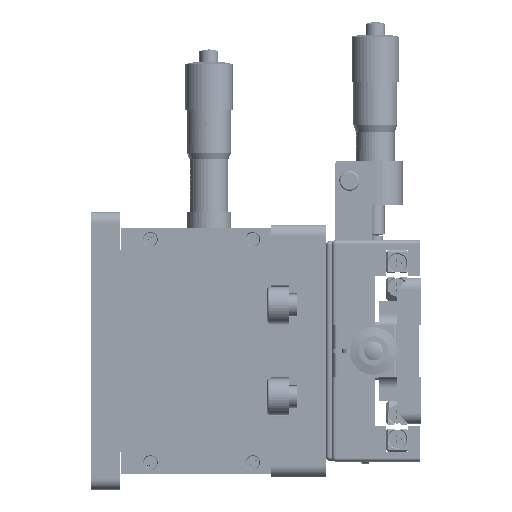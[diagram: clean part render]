
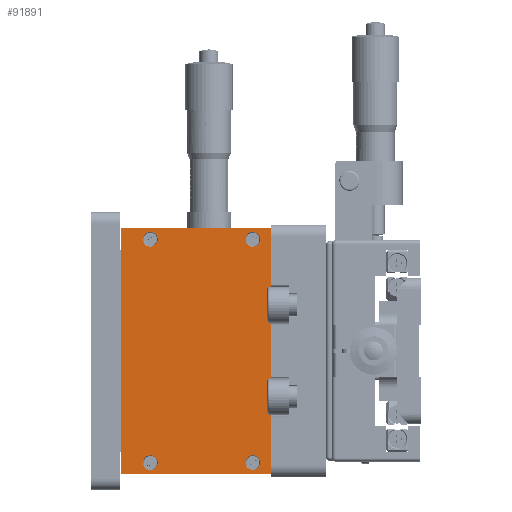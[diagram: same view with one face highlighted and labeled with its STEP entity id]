
A CAD part, left-side view. The second image highlights one B-rep face of the part: STEP entity #91891.
In plain terms, the highlighted planar face has unit normal (-1, 0, 0).
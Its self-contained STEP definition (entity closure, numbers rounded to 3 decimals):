
#2485 = DIRECTION ( 'NONE',  ( 0., -1., 0. ) ) ;
#3355 = EDGE_LOOP ( 'NONE', ( #73385, #38288 ) ) ;
#3629 = LINE ( 'NONE', #134239, #88716 ) ;
#4003 = AXIS2_PLACEMENT_3D ( 'NONE', #72178, #106238, #83342 ) ;
#5935 = CARTESIAN_POINT ( 'NONE',  ( -29.5, 71.8, 207.036 ) ) ;
#7837 = DIRECTION ( 'NONE',  ( 0., -1., 0. ) ) ;
#8659 = EDGE_CURVE ( 'NONE', #126773, #91603, #19010, .T. ) ;
#8730 = ORIENTED_EDGE ( 'NONE', *, *, #99994, .T. ) ;
#8769 = CARTESIAN_POINT ( 'NONE',  ( -29.5, 45.8, 268.036 ) ) ;
#9840 = ORIENTED_EDGE ( 'NONE', *, *, #8659, .T. ) ;
#10480 = ORIENTED_EDGE ( 'NONE', *, *, #111119, .T. ) ;
#11112 = CIRCLE ( 'NONE', #4003, 2. ) ;
#11999 = AXIS2_PLACEMENT_3D ( 'NONE', #44746, #125889, #68988 ) ;
#12118 = DIRECTION ( 'NONE',  ( -1., 0., 0. ) ) ;
#12437 = DIRECTION ( 'NONE',  ( 0., -1., 0. ) ) ;
#12652 = DIRECTION ( 'NONE',  ( -1., 0., 0. ) ) ;
#16421 = VERTEX_POINT ( 'NONE', #53162 ) ;
#17587 = AXIS2_PLACEMENT_3D ( 'NONE', #141316, #12652, #2485 ) ;
#18010 = VERTEX_POINT ( 'NONE', #110987 ) ;
#18390 = EDGE_CURVE ( 'NONE', #18010, #91273, #116437, .T. ) ;
#19010 = LINE ( 'NONE', #121840, #71528 ) ;
#19817 = AXIS2_PLACEMENT_3D ( 'NONE', #132825, #111463, #63304 ) ;
#21763 = ORIENTED_EDGE ( 'NONE', *, *, #130671, .T. ) ;
#23786 = CIRCLE ( 'NONE', #140529, 2. ) ;
#27045 = FACE_BOUND ( 'NONE', #48117, .T. ) ;
#28819 = ORIENTED_EDGE ( 'NONE', *, *, #112231, .F. ) ;
#29901 = ORIENTED_EDGE ( 'NONE', *, *, #33139, .F. ) ;
#30038 = DIRECTION ( 'NONE',  ( 0., 0., -1. ) ) ;
#33139 = EDGE_CURVE ( 'NONE', #88944, #68076, #121003, .T. ) ;
#34273 = CARTESIAN_POINT ( 'NONE',  ( -29.5, 73.8, 207.036 ) ) ;
#36092 = FACE_BOUND ( 'NONE', #49309, .T. ) ;
#36160 = VECTOR ( 'NONE', #78605, 1000. ) ;
#38288 = ORIENTED_EDGE ( 'NONE', *, *, #94698, .F. ) ;
#41418 = DIRECTION ( 'NONE',  ( 0., 1., 0. ) ) ;
#43734 = CARTESIAN_POINT ( 'NONE',  ( -29.5, 45.8, 207.036 ) ) ;
#44391 = VERTEX_POINT ( 'NONE', #95428 ) ;
#44746 = CARTESIAN_POINT ( 'NONE',  ( -29.5, 73.8, 268.036 ) ) ;
#46526 = DIRECTION ( 'NONE',  ( 0., -1., 0. ) ) ;
#46707 = ORIENTED_EDGE ( 'NONE', *, *, #76850, .F. ) ;
#47645 = CARTESIAN_POINT ( 'NONE',  ( -29.5, 47.8, 207.036 ) ) ;
#48117 = EDGE_LOOP ( 'NONE', ( #136856, #29901 ) ) ;
#49309 = EDGE_LOOP ( 'NONE', ( #46707, #84887 ) ) ;
#51274 = CARTESIAN_POINT ( 'NONE',  ( -29.5, 81.8, 204.036 ) ) ;
#51634 = PLANE ( 'NONE',  #19817 ) ;
#53162 = CARTESIAN_POINT ( 'NONE',  ( -29.5, 40.8, 204.036 ) ) ;
#53779 = EDGE_CURVE ( 'NONE', #44391, #99722, #116376, .T. ) ;
#53827 = CARTESIAN_POINT ( 'NONE',  ( -29.5, 81.8, 271.036 ) ) ;
#54724 = EDGE_LOOP ( 'NONE', ( #10480, #21763, #8730, #9840 ) ) ;
#54862 = DIRECTION ( 'NONE',  ( -1., 0., 0. ) ) ;
#61042 = DIRECTION ( 'NONE',  ( 0., -1., 0. ) ) ;
#63304 = DIRECTION ( 'NONE',  ( 0., -1., 0. ) ) ;
#68076 = VERTEX_POINT ( 'NONE', #73536 ) ;
#68988 = DIRECTION ( 'NONE',  ( 0., -1., 0. ) ) ;
#71528 = VECTOR ( 'NONE', #30038, 1000. ) ;
#72178 = CARTESIAN_POINT ( 'NONE',  ( -29.5, 73.8, 268.036 ) ) ;
#73385 = ORIENTED_EDGE ( 'NONE', *, *, #53779, .F. ) ;
#73536 = CARTESIAN_POINT ( 'NONE',  ( -29.5, 43.8, 268.036 ) ) ;
#76850 = EDGE_CURVE ( 'NONE', #91273, #18010, #23786, .T. ) ;
#78605 = DIRECTION ( 'NONE',  ( 0., 0., 1. ) ) ;
#81753 = EDGE_CURVE ( 'NONE', #113622, #127199, #111004, .T. ) ;
#83342 = DIRECTION ( 'NONE',  ( 0., -1., 0. ) ) ;
#83777 = VERTEX_POINT ( 'NONE', #120634 ) ;
#84887 = ORIENTED_EDGE ( 'NONE', *, *, #18390, .F. ) ;
#85872 = LINE ( 'NONE', #107181, #98743 ) ;
#88189 = DIRECTION ( 'NONE',  ( 0., -1., 0. ) ) ;
#88716 = VECTOR ( 'NONE', #41418, 1000. ) ;
#88944 = VERTEX_POINT ( 'NONE', #123956 ) ;
#89734 = CARTESIAN_POINT ( 'NONE',  ( -29.5, 40.8, 204.036 ) ) ;
#90984 = AXIS2_PLACEMENT_3D ( 'NONE', #8769, #111622, #88189 ) ;
#91273 = VERTEX_POINT ( 'NONE', #5935 ) ;
#91603 = VERTEX_POINT ( 'NONE', #51274 ) ;
#91891 = ADVANCED_FACE ( 'NONE', ( #36092, #92317, #27045, #139522, #130501 ), #51634, .T. ) ;
#92317 = FACE_BOUND ( 'NONE', #3355, .T. ) ;
#94698 = EDGE_CURVE ( 'NONE', #99722, #44391, #110542, .T. ) ;
#95428 = CARTESIAN_POINT ( 'NONE',  ( -29.5, 43.8, 207.036 ) ) ;
#95745 = AXIS2_PLACEMENT_3D ( 'NONE', #43734, #54862, #7837 ) ;
#98743 = VECTOR ( 'NONE', #61042, 1000. ) ;
#99722 = VERTEX_POINT ( 'NONE', #47645 ) ;
#99994 = EDGE_CURVE ( 'NONE', #83777, #126773, #3629, .T. ) ;
#106238 = DIRECTION ( 'NONE',  ( -1., 0., 0. ) ) ;
#107181 = CARTESIAN_POINT ( 'NONE',  ( -29.5, 81.8, 204.036 ) ) ;
#107986 = EDGE_CURVE ( 'NONE', #68076, #88944, #120735, .T. ) ;
#110542 = CIRCLE ( 'NONE', #118986, 2. ) ;
#110987 = CARTESIAN_POINT ( 'NONE',  ( -29.5, 75.8, 207.036 ) ) ;
#111004 = CIRCLE ( 'NONE', #11999, 2. ) ;
#111119 = EDGE_CURVE ( 'NONE', #91603, #16421, #85872, .T. ) ;
#111463 = DIRECTION ( 'NONE',  ( -1., 0., 0. ) ) ;
#111622 = DIRECTION ( 'NONE',  ( -1., 0., 0. ) ) ;
#111889 = AXIS2_PLACEMENT_3D ( 'NONE', #139337, #12118, #46526 ) ;
#112231 = EDGE_CURVE ( 'NONE', #127199, #113622, #11112, .T. ) ;
#113281 = ORIENTED_EDGE ( 'NONE', *, *, #81753, .F. ) ;
#113622 = VERTEX_POINT ( 'NONE', #137687 ) ;
#114317 = DIRECTION ( 'NONE',  ( -1., 0., 0. ) ) ;
#116376 = CIRCLE ( 'NONE', #95745, 2. ) ;
#116437 = CIRCLE ( 'NONE', #17587, 2. ) ;
#118825 = CARTESIAN_POINT ( 'NONE',  ( -29.5, 71.8, 268.036 ) ) ;
#118986 = AXIS2_PLACEMENT_3D ( 'NONE', #139129, #114317, #12437 ) ;
#120634 = CARTESIAN_POINT ( 'NONE',  ( -29.5, 40.8, 271.036 ) ) ;
#120735 = CIRCLE ( 'NONE', #90984, 2. ) ;
#121003 = CIRCLE ( 'NONE', #111889, 2. ) ;
#121840 = CARTESIAN_POINT ( 'NONE',  ( -29.5, 81.8, 204.036 ) ) ;
#123956 = CARTESIAN_POINT ( 'NONE',  ( -29.5, 47.8, 268.036 ) ) ;
#125027 = LINE ( 'NONE', #89734, #36160 ) ;
#125889 = DIRECTION ( 'NONE',  ( -1., 0., 0. ) ) ;
#126773 = VERTEX_POINT ( 'NONE', #53827 ) ;
#127199 = VERTEX_POINT ( 'NONE', #118825 ) ;
#130501 = FACE_OUTER_BOUND ( 'NONE', #54724, .T. ) ;
#130671 = EDGE_CURVE ( 'NONE', #16421, #83777, #125027, .T. ) ;
#132825 = CARTESIAN_POINT ( 'NONE',  ( -29.5, 40.8, 204.036 ) ) ;
#134239 = CARTESIAN_POINT ( 'NONE',  ( -29.5, 81.8, 271.036 ) ) ;
#136856 = ORIENTED_EDGE ( 'NONE', *, *, #107986, .F. ) ;
#137687 = CARTESIAN_POINT ( 'NONE',  ( -29.5, 75.8, 268.036 ) ) ;
#138047 = EDGE_LOOP ( 'NONE', ( #28819, #113281 ) ) ;
#139129 = CARTESIAN_POINT ( 'NONE',  ( -29.5, 45.8, 207.036 ) ) ;
#139337 = CARTESIAN_POINT ( 'NONE',  ( -29.5, 45.8, 268.036 ) ) ;
#139522 = FACE_BOUND ( 'NONE', #138047, .T. ) ;
#140241 = DIRECTION ( 'NONE',  ( 0., -1., 0. ) ) ;
#140529 = AXIS2_PLACEMENT_3D ( 'NONE', #34273, #150430, #140241 ) ;
#141316 = CARTESIAN_POINT ( 'NONE',  ( -29.5, 73.8, 207.036 ) ) ;
#150430 = DIRECTION ( 'NONE',  ( -1., 0., 0. ) ) ;
